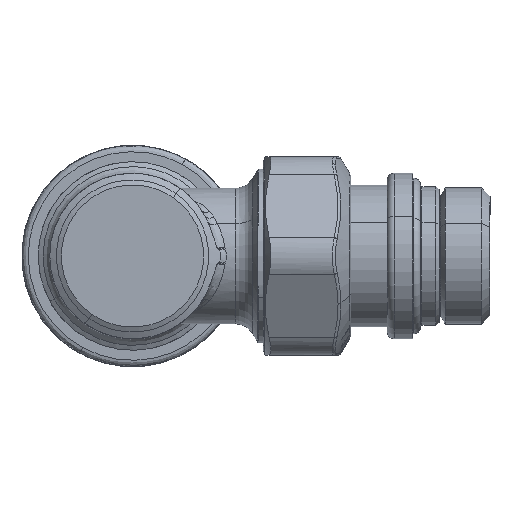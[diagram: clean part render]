
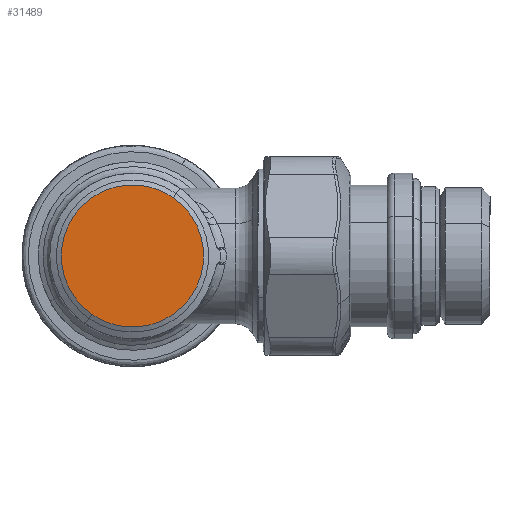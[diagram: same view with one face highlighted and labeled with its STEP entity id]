
A CAD part, front view. The second image highlights one B-rep face of the part: STEP entity #31489.
In plain terms, the highlighted planar face has unit normal (0, -1, 0).
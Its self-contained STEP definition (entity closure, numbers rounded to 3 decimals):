
#31444=CARTESIAN_POINT('Vertex',(-6.161,-21.5,-8.809)) ;
#31451=CARTESIAN_POINT('Vertex',(6.161,-21.5,8.809)) ;
#31454=CARTESIAN_POINT('Axis2P3D Location',(0.,-21.5,0.)) ;
#31467=CARTESIAN_POINT('Axis2P3D Location',(0.,-21.5,0.)) ;
#31480=CARTESIAN_POINT('Axis2P3D Location',(1.184,-21.5,10.685)) ;
#31455=DIRECTION('Axis2P3D Direction',(0.,1.,0.)) ;
#31468=DIRECTION('Axis2P3D Direction',(0.,1.,0.)) ;
#31481=DIRECTION('Axis2P3D Direction',(0.,1.,0.)) ;
#31482=DIRECTION('Axis2P3D XDirection',(0.994,0.,-0.11)) ;
#31456=AXIS2_PLACEMENT_3D('Circle Axis2P3D',#31454,#31455,$) ;
#31469=AXIS2_PLACEMENT_3D('Circle Axis2P3D',#31467,#31468,$) ;
#31483=AXIS2_PLACEMENT_3D('Plane Axis2P3D',#31480,#31481,#31482) ;
#31457=CIRCLE('generated circle',#31456,10.75) ;
#31470=CIRCLE('generated circle',#31469,10.75) ;
#31484=PLANE('',#31483) ;
#31458=EDGE_CURVE('',#31452,#31445,#31457,.T.) ;
#31471=EDGE_CURVE('',#31445,#31452,#31470,.T.) ;
#31486=ORIENTED_EDGE('',*,*,#31471,.F.) ;
#31487=ORIENTED_EDGE('',*,*,#31458,.F.) ;
#31485=EDGE_LOOP('',(#31486,#31487)) ;
#31445=VERTEX_POINT('',#31444) ;
#31452=VERTEX_POINT('',#31451) ;
#31489=ADVANCED_FACE('PartBody',(#31488),#31484,.F.) ;
#31488=FACE_OUTER_BOUND('',#31485,.T.) ;
